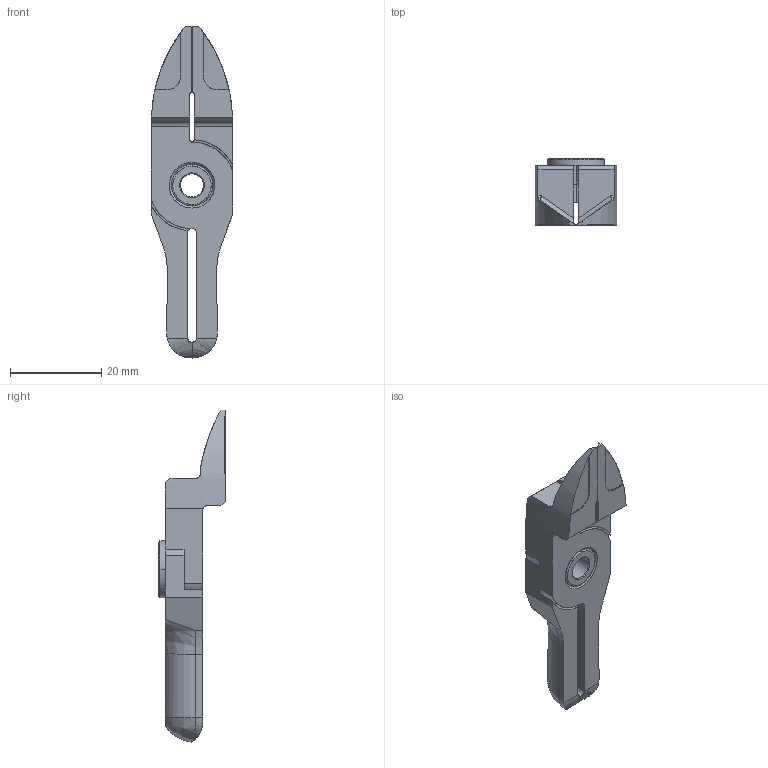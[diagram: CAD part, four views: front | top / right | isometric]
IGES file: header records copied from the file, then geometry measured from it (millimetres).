
Start section: SolidWorks IGES file using NURBS representation for surfaces
Global section: file name: 35HNY15RAH_.igs; native system: Rhinoceros ( Nov 21 2023 ); preprocessor: Trout Lake IGES 012 Nov 21 2023; date: 231208.061203; units: millimetre
Bounding box: 18 x 14.7 x 72.94 mm (x, y, z)
Surface area: 5438.4 mm2 (no closed solid volume)
Topology: 0 solids, 0 shells, 137 faces, 1220 edges, 1216 vertices
Faces by surface type: bspline 137
